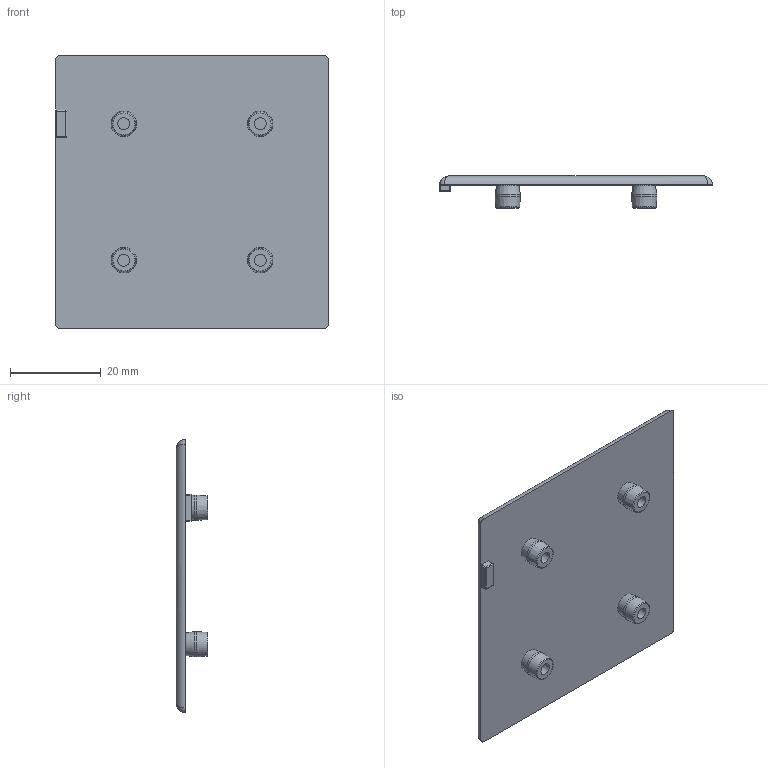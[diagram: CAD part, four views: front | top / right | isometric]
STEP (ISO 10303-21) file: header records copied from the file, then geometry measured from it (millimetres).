
FILE_DESCRIPTION((''),'2;1');
FILE_NAME('226060.ipt.stp','2010-09-05T12:19:14',(''),(''),'Autodesk Inventor 2010','Autodesk Inventor 2010','');
FILE_SCHEMA(('AUTOMOTIVE_DESIGN { 1 0 10303 214 1 1 1 1 }'));
Length unit declared in the file: millimetre
Products named in the file (1): 226060
Bounding box: 60 x 7 x 60 mm (x, y, z)
Volume: 7361.5 mm3; surface area: 7997.6 mm2
Topology: 1 solids, 1 shells, 55 faces, 113 edges, 60 vertices
Faces by surface type: cylinder 16, bspline 14, plane 13, torus 4, cone 4, sphere 4
Full cylindrical faces by diameter (mm): 2.6 x2, 5.6 x2
Entity records: 1509 total; most frequent: CARTESIAN_POINT 459, DIRECTION 225, ORIENTED_EDGE 170, AXIS2_PLACEMENT_3D 98, EDGE_CURVE 85, EDGE_LOOP 83, VERTEX_POINT 60, FACE_OUTER_BOUND 55
